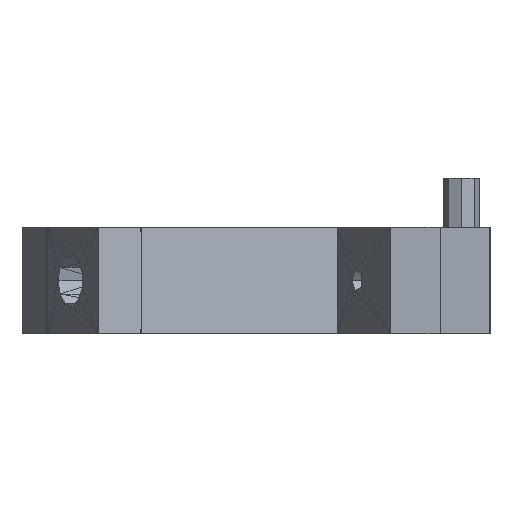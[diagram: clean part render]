
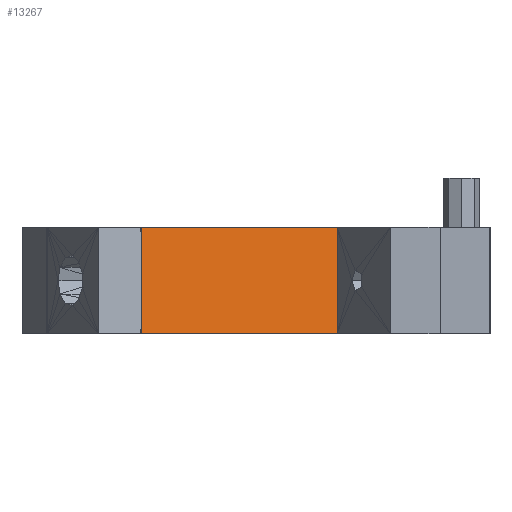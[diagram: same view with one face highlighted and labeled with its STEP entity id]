
A CAD part, left-side view. The second image highlights one B-rep face of the part: STEP entity #13267.
In plain terms, the highlighted planar face has unit normal (-0.866, -0.5, 0).
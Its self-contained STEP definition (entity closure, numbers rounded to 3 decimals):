
#936 = PLANE('',#937);
#937 = AXIS2_PLACEMENT_3D('',#938,#939,#940);
#938 = CARTESIAN_POINT('',(67.5,5.,7.5));
#939 = DIRECTION('',(0.,0.,-1.));
#940 = DIRECTION('',(-1.,0.,0.));
#1025 = PLANE('',#1026);
#1026 = AXIS2_PLACEMENT_3D('',#1027,#1028,#1029);
#1027 = CARTESIAN_POINT('',(41.622,7.,7.5));
#1028 = DIRECTION('',(0.,1.,0.));
#1029 = DIRECTION('',(0.,0.,1.));
#1729 = PLANE('',#1730);
#1730 = AXIS2_PLACEMENT_3D('',#1731,#1732,#1733);
#1731 = CARTESIAN_POINT('',(1.,0.,-7.5));
#1732 = DIRECTION('',(0.,0.,-1.));
#1733 = DIRECTION('',(-1.,0.,0.));
#2823 = VERTEX_POINT('',#2824);
#2824 = CARTESIAN_POINT('',(53.066,7.,-7.5));
#2845 = EDGE_CURVE('',#2823,#2846,#2848,.T.);
#2846 = VERTEX_POINT('',#2847);
#2847 = CARTESIAN_POINT('',(24.675,56.176,-7.5));
#2848 = SURFACE_CURVE('',#2849,(#2853,#2860),.PCURVE_S1.);
#2849 = LINE('',#2850,#2851);
#2850 = CARTESIAN_POINT('',(53.066,7.,-7.5));
#2851 = VECTOR('',#2852,1.);
#2852 = DIRECTION('',(-0.5,0.866,0.));
#2853 = PCURVE('',#1729,#2854);
#2854 = DEFINITIONAL_REPRESENTATION('',(#2855),#2859);
#2855 = LINE('',#2856,#2857);
#2856 = CARTESIAN_POINT('',(-52.066,7.));
#2857 = VECTOR('',#2858,1.);
#2858 = DIRECTION('',(0.5,0.866));
#2859 = ( GEOMETRIC_REPRESENTATION_CONTEXT(2) 
PARAMETRIC_REPRESENTATION_CONTEXT() REPRESENTATION_CONTEXT('2D SPACE',''
  ) );
#2860 = PCURVE('',#2861,#2866);
#2861 = PLANE('',#2862);
#2862 = AXIS2_PLACEMENT_3D('',#2863,#2864,#2865);
#2863 = CARTESIAN_POINT('',(38.87,31.588,0.));
#2864 = DIRECTION('',(0.866,0.5,0.));
#2865 = DIRECTION('',(-0.5,0.866,0.));
#2866 = DEFINITIONAL_REPRESENTATION('',(#2867),#2871);
#2867 = LINE('',#2868,#2869);
#2868 = CARTESIAN_POINT('',(-28.392,-7.5));
#2869 = VECTOR('',#2870,1.);
#2870 = DIRECTION('',(1.,0.));
#2871 = ( GEOMETRIC_REPRESENTATION_CONTEXT(2) 
PARAMETRIC_REPRESENTATION_CONTEXT() REPRESENTATION_CONTEXT('2D SPACE',''
  ) );
#8263 = PLANE('',#8264);
#8264 = AXIS2_PLACEMENT_3D('',#8265,#8266,#8267);
#8265 = CARTESIAN_POINT('',(23.988,55.779,
    0.));
#8266 = DIRECTION('',(-0.5,0.866,
    0.));
#8267 = DIRECTION('',(0.866,0.5,0.));
#8299 = EDGE_CURVE('',#8300,#2846,#8302,.T.);
#8300 = VERTEX_POINT('',#8301);
#8301 = CARTESIAN_POINT('',(24.675,56.176,7.5));
#8302 = SURFACE_CURVE('',#8303,(#8307,#8313),.PCURVE_S1.);
#8303 = LINE('',#8304,#8305);
#8304 = CARTESIAN_POINT('',(24.675,56.176,7.5));
#8305 = VECTOR('',#8306,1.);
#8306 = DIRECTION('',(0.,0.,-1.));
#8307 = PCURVE('',#8263,#8308);
#8308 = DEFINITIONAL_REPRESENTATION('',(#8309),#8312);
#8309 = B_SPLINE_CURVE_WITH_KNOTS('',1,(#8310,#8311),.UNSPECIFIED.,.F.,
  .F.,(2,2),(0.,15.),.PIECEWISE_BEZIER_KNOTS.);
#8310 = CARTESIAN_POINT('',(0.792,-7.5));
#8311 = CARTESIAN_POINT('',(0.792,7.5));
#8312 = ( GEOMETRIC_REPRESENTATION_CONTEXT(2) 
PARAMETRIC_REPRESENTATION_CONTEXT() REPRESENTATION_CONTEXT('2D SPACE',''
  ) );
#8313 = PCURVE('',#2861,#8314);
#8314 = DEFINITIONAL_REPRESENTATION('',(#8315),#8319);
#8315 = LINE('',#8316,#8317);
#8316 = CARTESIAN_POINT('',(28.392,7.5));
#8317 = VECTOR('',#8318,1.);
#8318 = DIRECTION('',(0.,-1.));
#8319 = ( GEOMETRIC_REPRESENTATION_CONTEXT(2) 
PARAMETRIC_REPRESENTATION_CONTEXT() REPRESENTATION_CONTEXT('2D SPACE',''
  ) );
#9279 = VERTEX_POINT('',#9280);
#9280 = CARTESIAN_POINT('',(53.066,7.,7.5));
#9301 = EDGE_CURVE('',#9279,#2823,#9302,.T.);
#9302 = SURFACE_CURVE('',#9303,(#9307,#9314),.PCURVE_S1.);
#9303 = LINE('',#9304,#9305);
#9304 = CARTESIAN_POINT('',(53.066,7.,7.5));
#9305 = VECTOR('',#9306,1.);
#9306 = DIRECTION('',(0.,0.,-1.));
#9307 = PCURVE('',#1025,#9308);
#9308 = DEFINITIONAL_REPRESENTATION('',(#9309),#9313);
#9309 = LINE('',#9310,#9311);
#9310 = CARTESIAN_POINT('',(0.,11.444));
#9311 = VECTOR('',#9312,1.);
#9312 = DIRECTION('',(-1.,0.));
#9313 = ( GEOMETRIC_REPRESENTATION_CONTEXT(2) 
PARAMETRIC_REPRESENTATION_CONTEXT() REPRESENTATION_CONTEXT('2D SPACE',''
  ) );
#9314 = PCURVE('',#2861,#9315);
#9315 = DEFINITIONAL_REPRESENTATION('',(#9316),#9320);
#9316 = LINE('',#9317,#9318);
#9317 = CARTESIAN_POINT('',(-28.392,7.5));
#9318 = VECTOR('',#9319,1.);
#9319 = DIRECTION('',(0.,-1.));
#9320 = ( GEOMETRIC_REPRESENTATION_CONTEXT(2) 
PARAMETRIC_REPRESENTATION_CONTEXT() REPRESENTATION_CONTEXT('2D SPACE',''
  ) );
#11002 = EDGE_CURVE('',#8300,#9279,#11003,.T.);
#11003 = SURFACE_CURVE('',#11004,(#11008,#11015),.PCURVE_S1.);
#11004 = LINE('',#11005,#11006);
#11005 = CARTESIAN_POINT('',(24.675,56.176,7.5));
#11006 = VECTOR('',#11007,1.);
#11007 = DIRECTION('',(0.5,-0.866,0.));
#11008 = PCURVE('',#936,#11009);
#11009 = DEFINITIONAL_REPRESENTATION('',(#11010),#11014);
#11010 = LINE('',#11011,#11012);
#11011 = CARTESIAN_POINT('',(42.825,51.176));
#11012 = VECTOR('',#11013,1.);
#11013 = DIRECTION('',(-0.5,-0.866));
#11014 = ( GEOMETRIC_REPRESENTATION_CONTEXT(2) 
PARAMETRIC_REPRESENTATION_CONTEXT() REPRESENTATION_CONTEXT('2D SPACE',''
  ) );
#11015 = PCURVE('',#2861,#11016);
#11016 = DEFINITIONAL_REPRESENTATION('',(#11017),#11021);
#11017 = LINE('',#11018,#11019);
#11018 = CARTESIAN_POINT('',(28.392,7.5));
#11019 = VECTOR('',#11020,1.);
#11020 = DIRECTION('',(-1.,0.));
#11021 = ( GEOMETRIC_REPRESENTATION_CONTEXT(2) 
PARAMETRIC_REPRESENTATION_CONTEXT() REPRESENTATION_CONTEXT('2D SPACE',''
  ) );
#13267 = ADVANCED_FACE('',(#13268),#2861,.F.);
#13268 = FACE_BOUND('',#13269,.T.);
#13269 = EDGE_LOOP('',(#13270,#13271,#13272,#13273));
#13270 = ORIENTED_EDGE('',*,*,#8299,.T.);
#13271 = ORIENTED_EDGE('',*,*,#2845,.F.);
#13272 = ORIENTED_EDGE('',*,*,#9301,.F.);
#13273 = ORIENTED_EDGE('',*,*,#11002,.F.);
